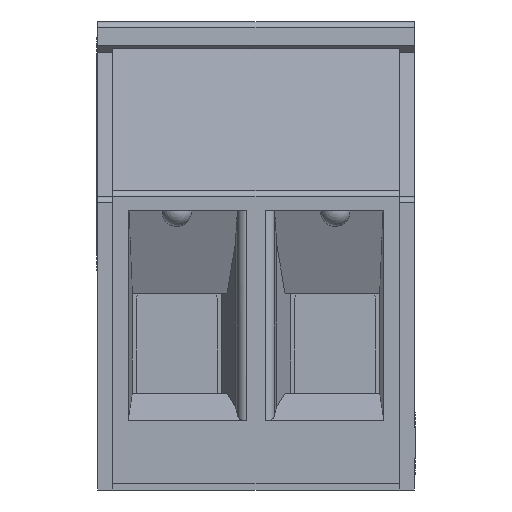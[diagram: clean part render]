
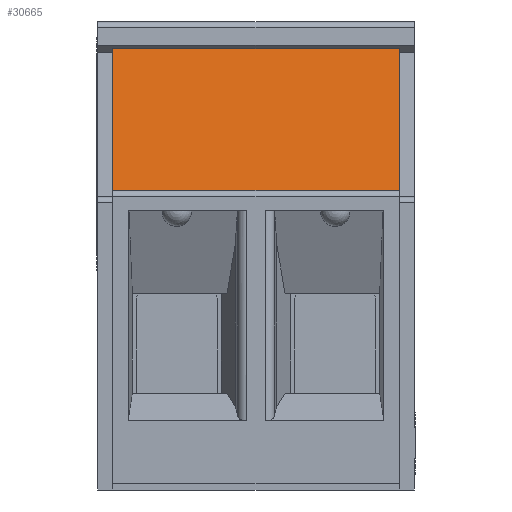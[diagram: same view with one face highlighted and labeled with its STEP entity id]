
A CAD part, front view. The second image highlights one B-rep face of the part: STEP entity #30665.
In plain terms, the highlighted planar face has unit normal (0, -0.985, 0.174).
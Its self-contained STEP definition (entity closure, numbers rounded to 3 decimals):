
#6456 = ORIENTED_EDGE ( 'NONE', *, *, #25823, .T. ) ;
#7649 = DIRECTION ( 'NONE',  ( 1., 0., 0. ) ) ;
#7962 = LINE ( 'NONE', #20460, #16671 ) ;
#8151 = VERTEX_POINT ( 'NONE', #27843 ) ;
#10122 = VECTOR ( 'NONE', #22031, 1000. ) ;
#12114 = DIRECTION ( 'NONE',  ( 0., -0.174, -0.985 ) ) ;
#12379 = VECTOR ( 'NONE', #24287, 1000. ) ;
#13384 = PLANE ( 'NONE',  #30473 ) ;
#13507 = EDGE_CURVE ( 'NONE', #16006, #8151, #22314, .T. ) ;
#14820 = CARTESIAN_POINT ( 'NONE',  ( 9.7, 1.102, 14.15 ) ) ;
#16006 = VERTEX_POINT ( 'NONE', #25933 ) ;
#16343 = EDGE_CURVE ( 'NONE', #22390, #8151, #7962, .T. ) ;
#16671 = VECTOR ( 'NONE', #12114, 1000. ) ;
#17149 = LINE ( 'NONE', #35173, #12379 ) ;
#17287 = LINE ( 'NONE', #30826, #20290 ) ;
#18418 = FACE_OUTER_BOUND ( 'NONE', #28628, .T. ) ;
#18939 = CARTESIAN_POINT ( 'NONE',  ( -9.515, 1.022, 13.696 ) ) ;
#18992 = EDGE_CURVE ( 'NONE', #35382, #16006, #17149, .T. ) ;
#19153 = ORIENTED_EDGE ( 'NONE', *, *, #18992, .F. ) ;
#19190 = ORIENTED_EDGE ( 'NONE', *, *, #13507, .F. ) ;
#19622 = DIRECTION ( 'NONE',  ( -1., 0., 0. ) ) ;
#20290 = VECTOR ( 'NONE', #19622, 1000. ) ;
#20460 = CARTESIAN_POINT ( 'NONE',  ( 0.52, -0.189, 6.827 ) ) ;
#22031 = DIRECTION ( 'NONE',  ( -1., 0., 0. ) ) ;
#22314 = LINE ( 'NONE', #30141, #10122 ) ;
#22390 = VERTEX_POINT ( 'NONE', #31148 ) ;
#24287 = DIRECTION ( 'NONE',  ( 0., -0.174, -0.985 ) ) ;
#25823 = EDGE_CURVE ( 'NONE', #35382, #22390, #17287, .T. ) ;
#25933 = CARTESIAN_POINT ( 'NONE',  ( 9.7, 0.3, 9.6 ) ) ;
#27352 = DIRECTION ( 'NONE',  ( 0., -0.985, 0.174 ) ) ;
#27843 = CARTESIAN_POINT ( 'NONE',  ( 0.52, 0.3, 9.6 ) ) ;
#28628 = EDGE_LOOP ( 'NONE', ( #19190, #19153, #6456, #30873 ) ) ;
#30141 = CARTESIAN_POINT ( 'NONE',  ( -0.585, 0.3, 9.6 ) ) ;
#30473 = AXIS2_PLACEMENT_3D ( 'NONE', #18939, #27352, #7649 ) ;
#30665 = ADVANCED_FACE ( 'NONE', ( #18418 ), #13384, .T. ) ;
#30826 = CARTESIAN_POINT ( 'NONE',  ( 33.26, 1.102, 14.15 ) ) ;
#30873 = ORIENTED_EDGE ( 'NONE', *, *, #16343, .T. ) ;
#31148 = CARTESIAN_POINT ( 'NONE',  ( 0.52, 1.102, 14.15 ) ) ;
#35173 = CARTESIAN_POINT ( 'NONE',  ( 9.7, -0.189, 6.827 ) ) ;
#35382 = VERTEX_POINT ( 'NONE', #14820 ) ;
